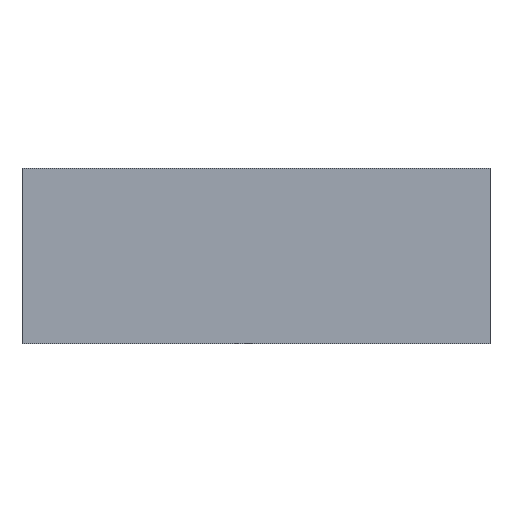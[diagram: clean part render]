
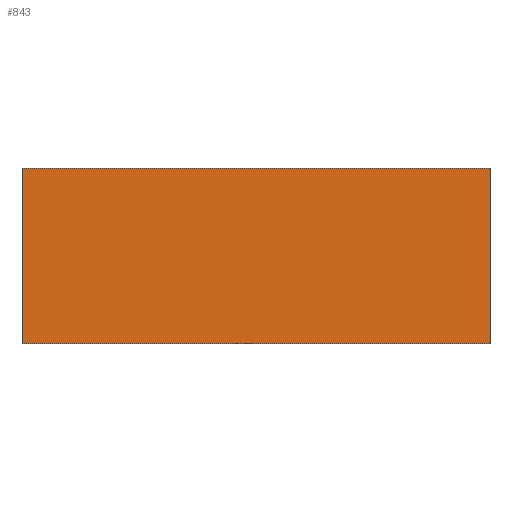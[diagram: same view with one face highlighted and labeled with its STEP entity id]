
A CAD part, front view. The second image highlights one B-rep face of the part: STEP entity #843.
In plain terms, the highlighted planar face has unit normal (0, -1, 0).
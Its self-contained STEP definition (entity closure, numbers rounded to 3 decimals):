
#5 = VERTEX_POINT ( 'NONE', #980 ) ;
#8 = EDGE_CURVE ( 'NONE', #5, #499, #985, .T. ) ;
#9 = VECTOR ( 'NONE', #839, 1000. ) ;
#38 = CARTESIAN_POINT ( 'NONE',  ( 0., 0., 0. ) ) ;
#59 = VECTOR ( 'NONE', #1031, 1000. ) ;
#107 = CARTESIAN_POINT ( 'NONE',  ( 0., 0., 15. ) ) ;
#177 = ORIENTED_EDGE ( 'NONE', *, *, #393, .T. ) ;
#192 = EDGE_LOOP ( 'NONE', ( #177, #596, #682, #362 ) ) ;
#215 = CARTESIAN_POINT ( 'NONE',  ( 0., 0., 0. ) ) ;
#254 = LINE ( 'NONE', #107, #9 ) ;
#310 = VERTEX_POINT ( 'NONE', #215 ) ;
#317 = FACE_OUTER_BOUND ( 'NONE', #192, .T. ) ;
#362 = ORIENTED_EDGE ( 'NONE', *, *, #927, .T. ) ;
#392 = AXIS2_PLACEMENT_3D ( 'NONE', #463, #568, #1119 ) ;
#393 = EDGE_CURVE ( 'NONE', #310, #675, #941, .T. ) ;
#463 = CARTESIAN_POINT ( 'NONE',  ( 0., 0., 15. ) ) ;
#491 = LINE ( 'NONE', #667, #59 ) ;
#499 = VERTEX_POINT ( 'NONE', #881 ) ;
#568 = DIRECTION ( 'NONE',  ( 0., 1., 0. ) ) ;
#596 = ORIENTED_EDGE ( 'NONE', *, *, #1051, .F. ) ;
#615 = CARTESIAN_POINT ( 'NONE',  ( 0., 0., 15. ) ) ;
#667 = CARTESIAN_POINT ( 'NONE',  ( 40., 0., 15. ) ) ;
#675 = VERTEX_POINT ( 'NONE', #1165 ) ;
#682 = ORIENTED_EDGE ( 'NONE', *, *, #8, .F. ) ;
#696 = DIRECTION ( 'NONE',  ( 1., 0., 0. ) ) ;
#731 = VECTOR ( 'NONE', #696, 1000. ) ;
#839 = DIRECTION ( 'NONE',  ( 0., 0., -1. ) ) ;
#843 = ADVANCED_FACE ( 'NONE', ( #317 ), #850, .F. ) ;
#850 = PLANE ( 'NONE',  #392 ) ;
#851 = DIRECTION ( 'NONE',  ( 1., 0., 0. ) ) ;
#881 = CARTESIAN_POINT ( 'NONE',  ( 40., 0., 15. ) ) ;
#927 = EDGE_CURVE ( 'NONE', #5, #310, #254, .T. ) ;
#941 = LINE ( 'NONE', #38, #1094 ) ;
#980 = CARTESIAN_POINT ( 'NONE',  ( 0., 0., 15. ) ) ;
#985 = LINE ( 'NONE', #615, #731 ) ;
#1031 = DIRECTION ( 'NONE',  ( 0., 0., -1. ) ) ;
#1051 = EDGE_CURVE ( 'NONE', #499, #675, #491, .T. ) ;
#1094 = VECTOR ( 'NONE', #851, 1000. ) ;
#1119 = DIRECTION ( 'NONE',  ( 0., 0., 1. ) ) ;
#1165 = CARTESIAN_POINT ( 'NONE',  ( 40., 0., 0. ) ) ;
